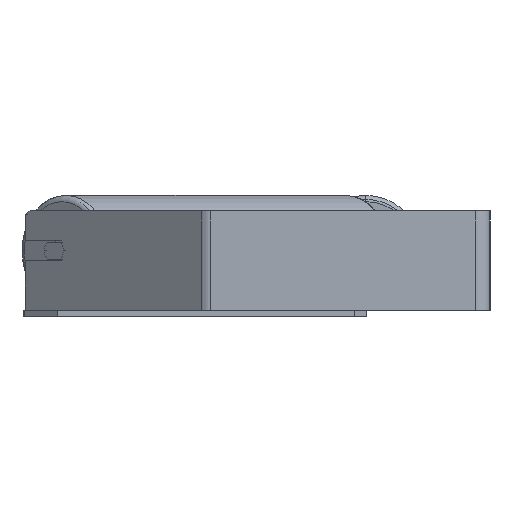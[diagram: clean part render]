
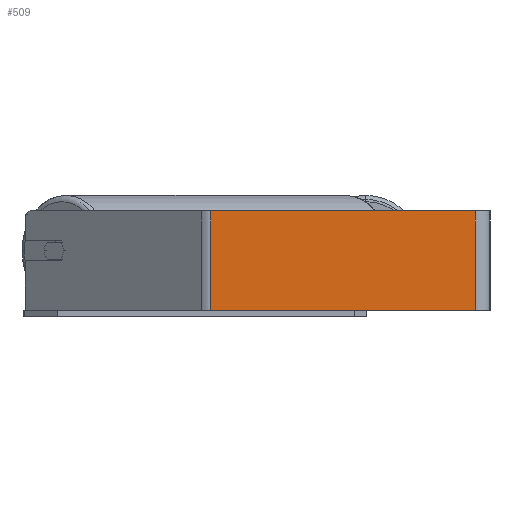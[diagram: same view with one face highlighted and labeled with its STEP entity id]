
A CAD part, left-side view. The second image highlights one B-rep face of the part: STEP entity #509.
In plain terms, the highlighted planar face has unit normal (-1, 0, 0).
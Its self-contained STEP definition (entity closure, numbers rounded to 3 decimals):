
#343 = CARTESIAN_POINT ( 'NONE',  ( -605., 224.715, 40. ) ) ;
#440 = LINE ( 'NONE', #6054, #3545 ) ;
#509 = ADVANCED_FACE ( 'NONE', ( #6523 ), #5191, .F. ) ;
#561 = ORIENTED_EDGE ( 'NONE', *, *, #7540, .T. ) ;
#685 = EDGE_LOOP ( 'NONE', ( #2368, #6463, #3110, #561 ) ) ;
#874 = VERTEX_POINT ( 'NONE', #7462 ) ;
#909 = CARTESIAN_POINT ( 'NONE',  ( -605., 12., 40. ) ) ;
#1724 = LINE ( 'NONE', #5146, #8953 ) ;
#1904 = LINE ( 'NONE', #4680, #4689 ) ;
#2251 = VECTOR ( 'NONE', #8676, 1000. ) ;
#2368 = ORIENTED_EDGE ( 'NONE', *, *, #3171, .T. ) ;
#2663 = DIRECTION ( 'NONE',  ( 0., -1., 0. ) ) ;
#3077 = CARTESIAN_POINT ( 'NONE',  ( -605., 12., -40. ) ) ;
#3110 = ORIENTED_EDGE ( 'NONE', *, *, #5750, .F. ) ;
#3171 = EDGE_CURVE ( 'NONE', #874, #6801, #1904, .T. ) ;
#3545 = VECTOR ( 'NONE', #2663, 1000. ) ;
#4388 = EDGE_CURVE ( 'NONE', #6735, #6801, #1724, .T. ) ;
#4489 = VERTEX_POINT ( 'NONE', #343 ) ;
#4680 = CARTESIAN_POINT ( 'NONE',  ( -605., 229.082, -40. ) ) ;
#4689 = VECTOR ( 'NONE', #8931, 1000. ) ;
#5048 = CARTESIAN_POINT ( 'NONE',  ( -605., 229.082, 40. ) ) ;
#5146 = CARTESIAN_POINT ( 'NONE',  ( -605., 12., 40. ) ) ;
#5191 = PLANE ( 'NONE',  #6818 ) ;
#5350 = LINE ( 'NONE', #8130, #2251 ) ;
#5750 = EDGE_CURVE ( 'NONE', #4489, #6735, #440, .T. ) ;
#6054 = CARTESIAN_POINT ( 'NONE',  ( -605., 229.082, 40. ) ) ;
#6463 = ORIENTED_EDGE ( 'NONE', *, *, #4388, .F. ) ;
#6523 = FACE_OUTER_BOUND ( 'NONE', #685, .T. ) ;
#6735 = VERTEX_POINT ( 'NONE', #909 ) ;
#6801 = VERTEX_POINT ( 'NONE', #3077 ) ;
#6818 = AXIS2_PLACEMENT_3D ( 'NONE', #5048, #7338, #7976 ) ;
#7338 = DIRECTION ( 'NONE',  ( 1., 0., 0. ) ) ;
#7462 = CARTESIAN_POINT ( 'NONE',  ( -605., 224.715, -40. ) ) ;
#7540 = EDGE_CURVE ( 'NONE', #4489, #874, #5350, .T. ) ;
#7940 = DIRECTION ( 'NONE',  ( 0., 0., -1. ) ) ;
#7976 = DIRECTION ( 'NONE',  ( 0., 0., -1. ) ) ;
#8130 = CARTESIAN_POINT ( 'NONE',  ( -605., 224.715, 40. ) ) ;
#8676 = DIRECTION ( 'NONE',  ( 0., 0., -1. ) ) ;
#8931 = DIRECTION ( 'NONE',  ( 0., -1., 0. ) ) ;
#8953 = VECTOR ( 'NONE', #7940, 1000. ) ;
